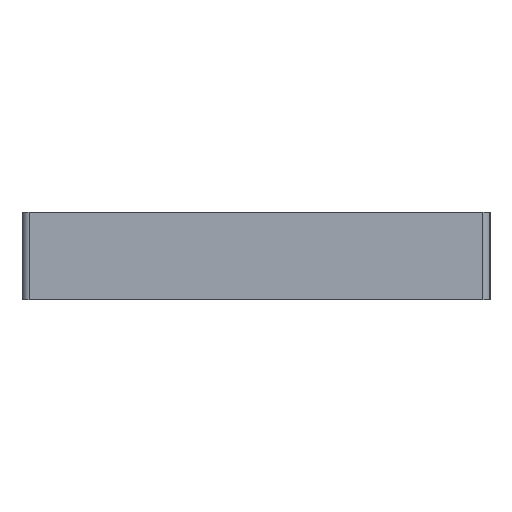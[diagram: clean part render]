
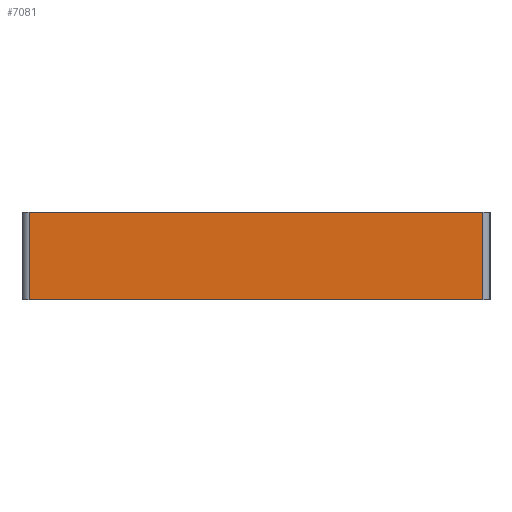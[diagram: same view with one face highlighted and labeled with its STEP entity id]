
A CAD part, left-side view. The second image highlights one B-rep face of the part: STEP entity #7081.
In plain terms, the highlighted planar face has unit normal (-1, 0, 0).
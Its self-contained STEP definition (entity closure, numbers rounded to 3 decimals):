
#523=FACE_OUTER_BOUND('',#985,.T.);
#985=EDGE_LOOP('',(#6455,#6456,#6457,#6458));
#1257=LINE('',#9718,#2149);
#1957=LINE('',#11196,#2849);
#1967=LINE('',#11220,#2859);
#1968=LINE('',#11222,#2860);
#2149=VECTOR('',#7839,10.);
#2849=VECTOR('',#9217,10.);
#2859=VECTOR('',#9245,10.);
#2860=VECTOR('',#9248,10.);
#3066=VERTEX_POINT('',#9704);
#3072=VERTEX_POINT('',#9716);
#3510=VERTEX_POINT('',#11193);
#3511=VERTEX_POINT('',#11195);
#3745=EDGE_CURVE('',#3072,#3066,#1257,.T.);
#4484=EDGE_CURVE('',#3510,#3511,#1957,.T.);
#4497=EDGE_CURVE('',#3072,#3511,#1967,.T.);
#4498=EDGE_CURVE('',#3066,#3510,#1968,.T.);
#6455=ORIENTED_EDGE('',*,*,#3745,.F.);
#6456=ORIENTED_EDGE('',*,*,#4497,.T.);
#6457=ORIENTED_EDGE('',*,*,#4484,.F.);
#6458=ORIENTED_EDGE('',*,*,#4498,.F.);
#6748=PLANE('',#7507);
#7081=ADVANCED_FACE('',(#523),#6748,.T.);
#7507=AXIS2_PLACEMENT_3D('',#11221,#9246,#9247);
#7839=DIRECTION('',(0.,1.,0.));
#9217=DIRECTION('',(0.,-1.,0.));
#9245=DIRECTION('',(0.,0.,1.));
#9246=DIRECTION('center_axis',(-1.,0.,0.));
#9247=DIRECTION('ref_axis',(0.,-1.,0.));
#9248=DIRECTION('',(0.,0.,1.));
#9704=CARTESIAN_POINT('',(-19.,17.,0.));
#9716=CARTESIAN_POINT('',(-19.,-112.,0.));
#9718=CARTESIAN_POINT('',(-19.,-112.,0.));
#11193=CARTESIAN_POINT('',(-19.,17.,25.));
#11195=CARTESIAN_POINT('',(-19.,-112.,25.));
#11196=CARTESIAN_POINT('',(-19.,-112.,25.));
#11220=CARTESIAN_POINT('',(-19.,-112.,0.));
#11221=CARTESIAN_POINT('Origin',(-19.,17.,0.));
#11222=CARTESIAN_POINT('',(-19.,17.,0.));
